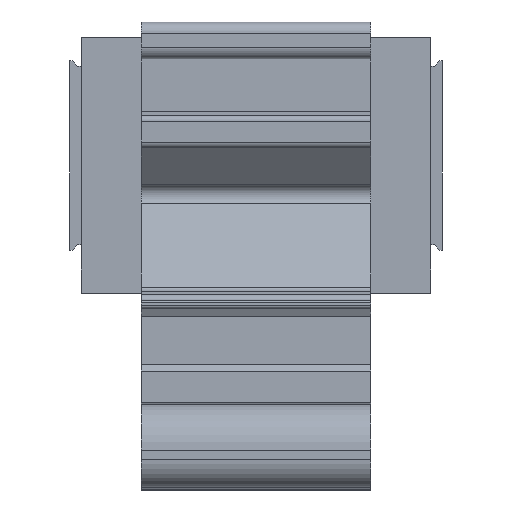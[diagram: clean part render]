
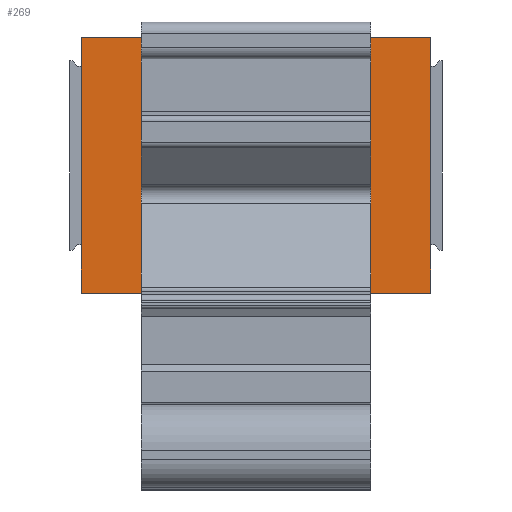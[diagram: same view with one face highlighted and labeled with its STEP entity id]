
A CAD part, front view. The second image highlights one B-rep face of the part: STEP entity #269.
In plain terms, the highlighted planar face has unit normal (0, -1, 0).
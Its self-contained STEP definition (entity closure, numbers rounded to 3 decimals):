
#151=AXIS2_PLACEMENT_3D('Plane Axis2P3D',#148,#149,#150) ;
#148=CARTESIAN_POINT('Axis2P3D Location',(1.,27.5,17.18)) ;
#153=CARTESIAN_POINT('Line Origine',(26.24,27.5,38.88)) ;
#157=CARTESIAN_POINT('Vertex',(26.24,27.5,39.481)) ;
#159=CARTESIAN_POINT('Vertex',(26.24,27.5,38.28)) ;
#162=CARTESIAN_POINT('Line Origine',(16.24,27.5,38.28)) ;
#166=CARTESIAN_POINT('Vertex',(6.24,27.5,38.28)) ;
#169=CARTESIAN_POINT('Line Origine',(6.24,27.5,38.88)) ;
#173=CARTESIAN_POINT('Vertex',(6.24,27.5,39.481)) ;
#176=CARTESIAN_POINT('Line Origine',(3.62,27.5,39.48)) ;
#180=CARTESIAN_POINT('Vertex',(1.,27.5,39.48)) ;
#183=CARTESIAN_POINT('Line Origine',(1.,27.5,28.33)) ;
#187=CARTESIAN_POINT('Vertex',(1.,27.5,17.18)) ;
#190=CARTESIAN_POINT('Line Origine',(16.24,27.5,17.18)) ;
#194=CARTESIAN_POINT('Vertex',(31.48,27.5,17.18)) ;
#197=CARTESIAN_POINT('Line Origine',(31.48,27.5,28.33)) ;
#201=CARTESIAN_POINT('Vertex',(31.48,27.5,39.48)) ;
#204=CARTESIAN_POINT('Line Origine',(28.86,27.5,39.48)) ;
#219=CARTESIAN_POINT('Line Origine',(8.7,27.5,20.38)) ;
#223=CARTESIAN_POINT('Vertex',(6.24,27.5,20.38)) ;
#225=CARTESIAN_POINT('Vertex',(11.16,27.5,20.38)) ;
#228=CARTESIAN_POINT('Line Origine',(11.16,27.5,29.078)) ;
#232=CARTESIAN_POINT('Vertex',(11.16,27.5,37.775)) ;
#235=CARTESIAN_POINT('Line Origine',(18.7,27.5,37.775)) ;
#239=CARTESIAN_POINT('Vertex',(26.24,27.5,37.775)) ;
#242=CARTESIAN_POINT('Line Origine',(26.24,27.5,28.028)) ;
#246=CARTESIAN_POINT('Vertex',(26.24,27.5,18.281)) ;
#249=CARTESIAN_POINT('Line Origine',(16.24,27.5,18.281)) ;
#253=CARTESIAN_POINT('Vertex',(6.24,27.5,18.281)) ;
#256=CARTESIAN_POINT('Line Origine',(6.24,27.5,19.33)) ;
#149=DIRECTION('Axis2P3D Direction',(0.,1.,0.)) ;
#150=DIRECTION('Axis2P3D XDirection',(0.,0.,1.)) ;
#154=DIRECTION('Vector Direction',(0.,0.,-1.)) ;
#163=DIRECTION('Vector Direction',(1.,0.,0.)) ;
#170=DIRECTION('Vector Direction',(0.,0.,-1.)) ;
#177=DIRECTION('Vector Direction',(1.,0.,0.)) ;
#184=DIRECTION('Vector Direction',(0.,0.,1.)) ;
#191=DIRECTION('Vector Direction',(1.,0.,0.)) ;
#198=DIRECTION('Vector Direction',(0.,0.,1.)) ;
#205=DIRECTION('Vector Direction',(1.,0.,0.)) ;
#220=DIRECTION('Vector Direction',(1.,0.,0.)) ;
#229=DIRECTION('Vector Direction',(0.,0.,-1.)) ;
#236=DIRECTION('Vector Direction',(1.,0.,0.)) ;
#243=DIRECTION('Vector Direction',(0.,0.,-1.)) ;
#250=DIRECTION('Vector Direction',(1.,0.,0.)) ;
#257=DIRECTION('Vector Direction',(0.,0.,-1.)) ;
#155=VECTOR('Line Direction',#154,1.) ;
#164=VECTOR('Line Direction',#163,1.) ;
#171=VECTOR('Line Direction',#170,1.) ;
#178=VECTOR('Line Direction',#177,1.) ;
#185=VECTOR('Line Direction',#184,1.) ;
#192=VECTOR('Line Direction',#191,1.) ;
#199=VECTOR('Line Direction',#198,1.) ;
#206=VECTOR('Line Direction',#205,1.) ;
#221=VECTOR('Line Direction',#220,1.) ;
#230=VECTOR('Line Direction',#229,1.) ;
#237=VECTOR('Line Direction',#236,1.) ;
#244=VECTOR('Line Direction',#243,1.) ;
#251=VECTOR('Line Direction',#250,1.) ;
#258=VECTOR('Line Direction',#257,1.) ;
#210=ORIENTED_EDGE('',*,*,#161,.T.) ;
#211=ORIENTED_EDGE('',*,*,#168,.F.) ;
#212=ORIENTED_EDGE('',*,*,#175,.F.) ;
#213=ORIENTED_EDGE('',*,*,#182,.F.) ;
#214=ORIENTED_EDGE('',*,*,#189,.F.) ;
#215=ORIENTED_EDGE('',*,*,#196,.T.) ;
#216=ORIENTED_EDGE('',*,*,#203,.T.) ;
#217=ORIENTED_EDGE('',*,*,#208,.F.) ;
#262=ORIENTED_EDGE('',*,*,#227,.T.) ;
#263=ORIENTED_EDGE('',*,*,#234,.F.) ;
#264=ORIENTED_EDGE('',*,*,#241,.T.) ;
#265=ORIENTED_EDGE('',*,*,#248,.T.) ;
#266=ORIENTED_EDGE('',*,*,#255,.F.) ;
#267=ORIENTED_EDGE('',*,*,#260,.F.) ;
#268=FACE_BOUND('',#261,.T.) ;
#269=ADVANCED_FACE('HOUSING',(#218,#268),#152,.F.) ;
#161=EDGE_CURVE('',#158,#160,#156,.T.) ;
#168=EDGE_CURVE('',#167,#160,#165,.T.) ;
#175=EDGE_CURVE('',#174,#167,#172,.T.) ;
#182=EDGE_CURVE('',#181,#174,#179,.T.) ;
#189=EDGE_CURVE('',#188,#181,#186,.T.) ;
#196=EDGE_CURVE('',#188,#195,#193,.T.) ;
#203=EDGE_CURVE('',#195,#202,#200,.T.) ;
#208=EDGE_CURVE('',#158,#202,#207,.T.) ;
#227=EDGE_CURVE('',#224,#226,#222,.T.) ;
#234=EDGE_CURVE('',#233,#226,#231,.T.) ;
#241=EDGE_CURVE('',#233,#240,#238,.T.) ;
#248=EDGE_CURVE('',#240,#247,#245,.T.) ;
#255=EDGE_CURVE('',#254,#247,#252,.T.) ;
#260=EDGE_CURVE('',#224,#254,#259,.T.) ;
#209=EDGE_LOOP('',(#210,#211,#212,#213,#214,#215,#216,#217)) ;
#261=EDGE_LOOP('',(#262,#263,#264,#265,#266,#267)) ;
#218=FACE_OUTER_BOUND('',#209,.T.) ;
#156=LINE('Line',#153,#155) ;
#165=LINE('Line',#162,#164) ;
#172=LINE('Line',#169,#171) ;
#179=LINE('Line',#176,#178) ;
#186=LINE('Line',#183,#185) ;
#193=LINE('Line',#190,#192) ;
#200=LINE('Line',#197,#199) ;
#207=LINE('Line',#204,#206) ;
#222=LINE('Line',#219,#221) ;
#231=LINE('Line',#228,#230) ;
#238=LINE('Line',#235,#237) ;
#245=LINE('Line',#242,#244) ;
#252=LINE('Line',#249,#251) ;
#259=LINE('Line',#256,#258) ;
#152=PLANE('',#151) ;
#158=VERTEX_POINT('',#157) ;
#160=VERTEX_POINT('',#159) ;
#167=VERTEX_POINT('',#166) ;
#174=VERTEX_POINT('',#173) ;
#181=VERTEX_POINT('',#180) ;
#188=VERTEX_POINT('',#187) ;
#195=VERTEX_POINT('',#194) ;
#202=VERTEX_POINT('',#201) ;
#224=VERTEX_POINT('',#223) ;
#226=VERTEX_POINT('',#225) ;
#233=VERTEX_POINT('',#232) ;
#240=VERTEX_POINT('',#239) ;
#247=VERTEX_POINT('',#246) ;
#254=VERTEX_POINT('',#253) ;
